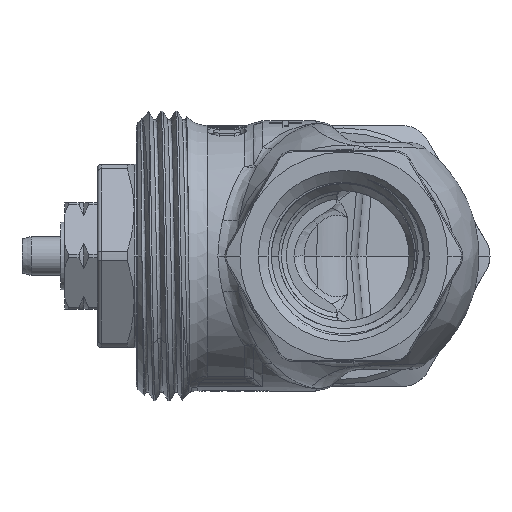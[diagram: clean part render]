
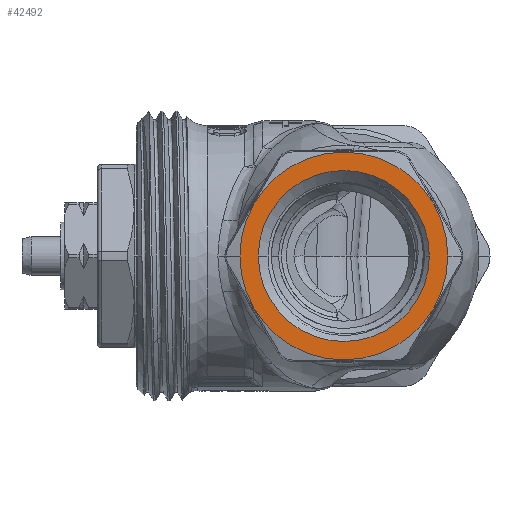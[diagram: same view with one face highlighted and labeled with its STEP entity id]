
A CAD part, left-side view. The second image highlights one B-rep face of the part: STEP entity #42492.
In plain terms, the highlighted planar face has unit normal (-1, 0, 0).
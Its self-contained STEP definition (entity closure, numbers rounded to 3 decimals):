
#10973=CARTESIAN_POINT('',(-31.5,0.,0.));
#10974=DIRECTION('',(1.,0.,0.));
#10975=DIRECTION('',(0.,-1.,0.));
#10976=AXIS2_PLACEMENT_3D('',#10973,#10974,#10975);
#10978=CARTESIAN_POINT('',(-31.5,0.,0.));
#10979=DIRECTION('',(-1.,0.,0.));
#10980=DIRECTION('',(0.,-1.,0.));
#10981=AXIS2_PLACEMENT_3D('',#10978,#10979,#10980);
#10983=CARTESIAN_POINT('',(-31.5,0.,0.));
#10984=DIRECTION('',(1.,0.,0.));
#10985=DIRECTION('',(0.,-1.,0.));
#10986=AXIS2_PLACEMENT_3D('',#10983,#10984,#10985);
#10988=CARTESIAN_POINT('',(-31.5,0.,0.));
#10989=DIRECTION('',(1.,0.,0.));
#10990=DIRECTION('',(0.,1.,0.));
#10991=AXIS2_PLACEMENT_3D('',#10988,#10989,#10990);
#25271=CARTESIAN_POINT('',(-31.5,-10.75,0.));
#25272=CARTESIAN_POINT('',(-31.5,10.75,0.));
#25273=VERTEX_POINT('',#25271);
#25274=VERTEX_POINT('',#25272);
#25297=CARTESIAN_POINT('',(-31.5,-8.85,0.));
#25298=CARTESIAN_POINT('',(-31.5,8.85,0.));
#25299=VERTEX_POINT('',#25297);
#25300=VERTEX_POINT('',#25298);
#42477=CARTESIAN_POINT('',(-31.5,0.,0.));
#42478=DIRECTION('',(1.,0.,0.));
#42479=DIRECTION('',(0.,-1.,0.));
#42480=AXIS2_PLACEMENT_3D('',#42477,#42478,#42479);
#42481=PLANE('',#42480);
#42482=ORIENTED_EDGE('',*,*,#36461,.T.);
#42483=ORIENTED_EDGE('',*,*,#36408,.F.);
#42484=EDGE_LOOP('',(#42482,#42483));
#42485=FACE_OUTER_BOUND('',#42484,.F.);
#42487=ORIENTED_EDGE('',*,*,#42486,.F.);
#42489=ORIENTED_EDGE('',*,*,#42488,.F.);
#42490=EDGE_LOOP('',(#42487,#42489));
#42491=FACE_BOUND('',#42490,.F.);
#42492=ADVANCED_FACE('',(#42485,#42491),#42481,.F.);
#10977=CIRCLE('',#10976,10.75);
#10982=CIRCLE('',#10981,10.75);
#10987=CIRCLE('',#10986,8.85);
#10992=CIRCLE('',#10991,8.85);
#36408=EDGE_CURVE('',#25273,#25274,#10982,.T.);
#36461=EDGE_CURVE('',#25273,#25274,#10977,.T.);
#42486=EDGE_CURVE('',#25299,#25300,#10987,.T.);
#42488=EDGE_CURVE('',#25300,#25299,#10992,.T.);
